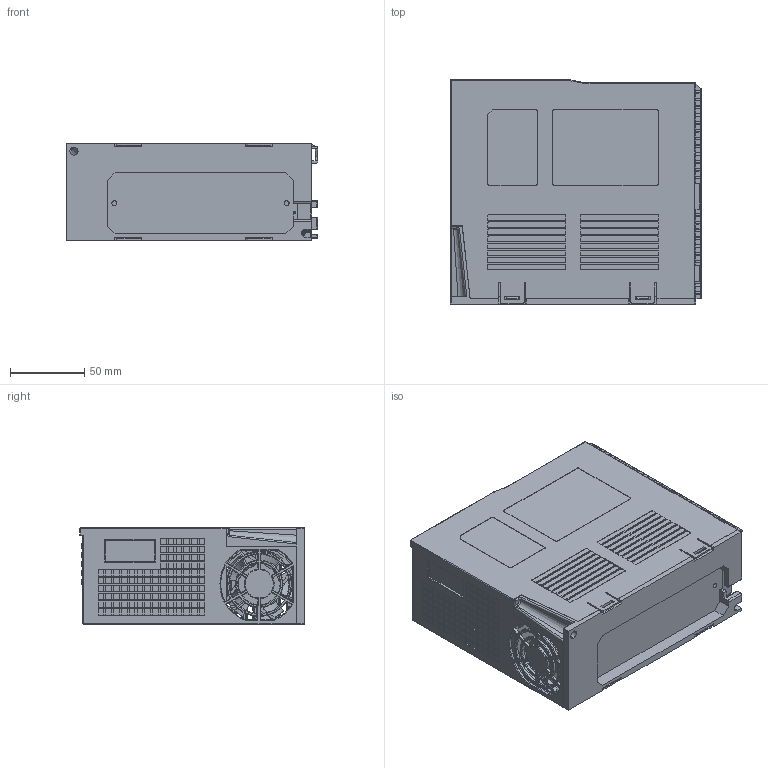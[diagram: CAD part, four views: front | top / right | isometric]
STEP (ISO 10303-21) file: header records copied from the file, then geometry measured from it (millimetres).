
FILE_DESCRIPTION((''),'2;1');
FILE_NAME('X1EA200A_1','2021-09-17T',('kjl'),(''),'PRO/ENGINEER BY PARAMETRIC TECHNOLOGY CORPORATION, 2010280','PRO/ENGINEER BY PARAMETRIC TECHNOLOGY CORPORATION, 2010280','');
FILE_SCHEMA(('AUTOMOTIVE_DESIGN_CC2 { 1 2 10303 214 -1 1 5 2 }'));
Products named in the file (1): X1EA200A_1
Bounding box: 169 x 151 x 65 mm (x, y, z)
Volume: 1219355.8 mm3; surface area: 241930.9 mm2
Topology: 2 solids, 3 shells, 3217 faces, 8645 edges, 5512 vertices
Faces by surface type: plane 1942, cylinder 908, torus 134, bspline 98, sphere 71, cone 64
Entity records: 119630 total; most frequent: CARTESIAN_POINT 24777, ORIENTED_EDGE 17116, DIRECTION 15937, EDGE_CURVE 8558, VECTOR 6065, LINE 6065, VERTEX_POINT 5512, AXIS2_PLACEMENT_3D 4936
